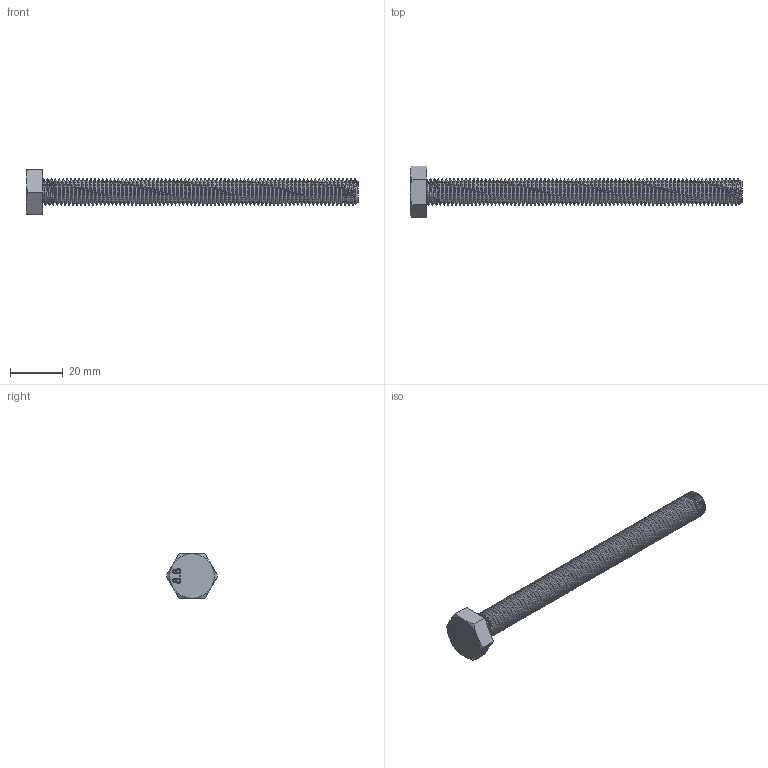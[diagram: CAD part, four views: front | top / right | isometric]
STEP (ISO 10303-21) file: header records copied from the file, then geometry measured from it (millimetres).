
FILE_DESCRIPTION (( 'STEP AP203' ), '1' );
FILE_NAME ('91280A702.step', '2014-05-23T21:15:56', ( '' ), ( '' ), 'SwSTEP 2.0', 'SolidWorks 2010', '' );
FILE_SCHEMA (( 'CONFIG_CONTROL_DESIGN' ));
Length unit declared in the file: millimetre
Products named in the file (1): 91280A702
Bounding box: 126.4 x 19.63 x 17 mm (x, y, z)
Volume: 9469.6 mm3; surface area: 6801 mm2
Topology: 1 solids, 1 shells, 223 faces, 632 edges, 419 vertices
Faces by surface type: cylinder 160, bspline 35, plane 20, cone 8
Entity records: 18494 total; most frequent: CARTESIAN_POINT 13851, ORIENTED_EDGE 1264, EDGE_CURVE 632, DIRECTION 615, VERTEX_POINT 419, EDGE_LOOP 231, FACE_OUTER_BOUND 223, ADVANCED_FACE 223
